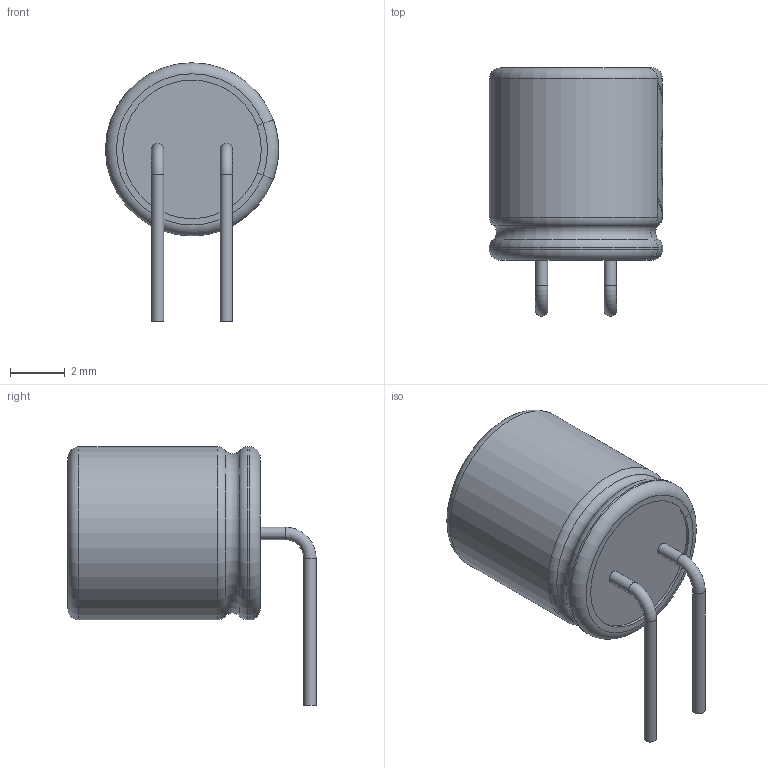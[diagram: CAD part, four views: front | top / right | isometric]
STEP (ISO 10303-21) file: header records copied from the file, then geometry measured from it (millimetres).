
FILE_DESCRIPTION(('STEP AP214'), '1');
FILE_NAME('El_Cap_LA', '', ('UNSPECIFIED'), ('UNSPECIFIED'), 'ASCON STEP Converter 1.6', 'ASCON Math Kernel', '');
FILE_SCHEMA(('AUTOMOTIVE_DESIGN { 1 0 10303 214 3 1 1}'));
Length unit declared in the file: millimetre
Bounding box: 6.3 x 9.03 x 9.4 mm (x, y, z)
Volume: 212.5 mm3; surface area: 221.9 mm2
Topology: 1 solids, 1 shells, 84 faces, 227 edges, 150 vertices
Faces by surface type: plane 47, cylinder 25, torus 12
Full cylindrical faces by diameter (mm): 0.45 x4, 5.04 x1, 5.3 x1
Entity records: 3507 total; most frequent: CARTESIAN_POINT 756, ORIENTED_EDGE 438, DIRECTION 409, EDGE_CURVE 219, VERTEX_POINT 150, AXIS2_PLACEMENT_3D 147, LINE 115, VECTOR 115
